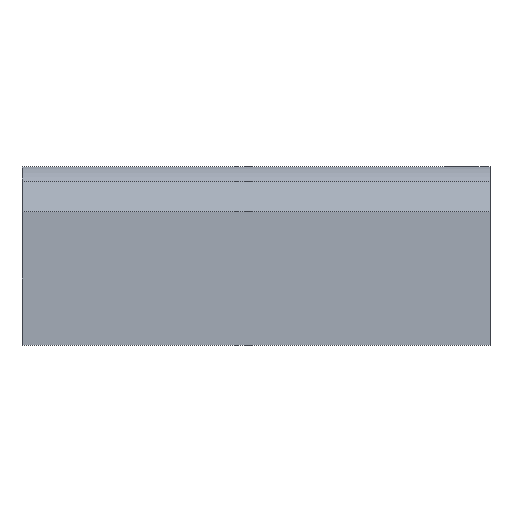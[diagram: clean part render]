
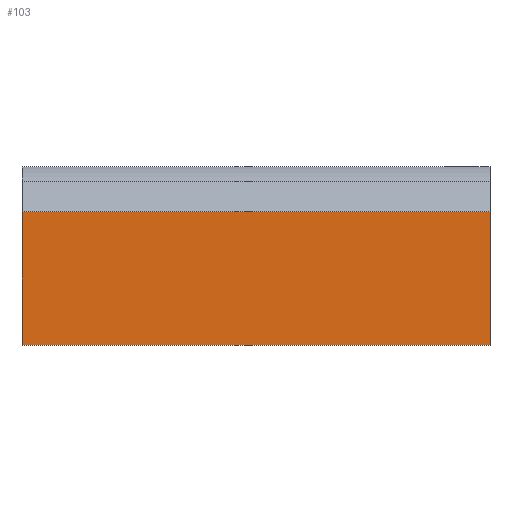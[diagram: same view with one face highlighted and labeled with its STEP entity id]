
A CAD part, front view. The second image highlights one B-rep face of the part: STEP entity #103.
In plain terms, the highlighted planar face has unit normal (0, -1, 0).
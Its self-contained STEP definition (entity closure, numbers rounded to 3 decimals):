
#24 = LINE ( 'NONE', #495, #456 ) ;
#31 = LINE ( 'NONE', #568, #395 ) ;
#79 = ORIENTED_EDGE ( 'NONE', *, *, #569, .T. ) ;
#96 = EDGE_LOOP ( 'NONE', ( #142, #350, #225, #79 ) ) ;
#103 = ADVANCED_FACE ( 'NONE', ( #435 ), #433, .T. ) ;
#142 = ORIENTED_EDGE ( 'NONE', *, *, #383, .T. ) ;
#145 = DIRECTION ( 'NONE',  ( 0., -1., 0. ) ) ;
#169 = EDGE_CURVE ( 'NONE', #617, #525, #24, .T. ) ;
#188 = CARTESIAN_POINT ( 'NONE',  ( 2.6, -5., 0. ) ) ;
#200 = DIRECTION ( 'NONE',  ( -1., 0., 0. ) ) ;
#225 = ORIENTED_EDGE ( 'NONE', *, *, #546, .F. ) ;
#228 = VERTEX_POINT ( 'NONE', #462 ) ;
#275 = CARTESIAN_POINT ( 'NONE',  ( 2.6, -5., 1.48 ) ) ;
#350 = ORIENTED_EDGE ( 'NONE', *, *, #169, .T. ) ;
#383 = EDGE_CURVE ( 'NONE', #228, #617, #604, .T. ) ;
#384 = LINE ( 'NONE', #751, #600 ) ;
#395 = VECTOR ( 'NONE', #680, 1000. ) ;
#433 = PLANE ( 'NONE',  #618 ) ;
#435 = FACE_OUTER_BOUND ( 'NONE', #96, .T. ) ;
#456 = VECTOR ( 'NONE', #200, 1000. ) ;
#462 = CARTESIAN_POINT ( 'NONE',  ( 2.6, -5., 0. ) ) ;
#483 = VECTOR ( 'NONE', #593, 1000. ) ;
#492 = CARTESIAN_POINT ( 'NONE',  ( 0., -5., 0. ) ) ;
#495 = CARTESIAN_POINT ( 'NONE',  ( 0., -5., 1.48 ) ) ;
#508 = VERTEX_POINT ( 'NONE', #541 ) ;
#525 = VERTEX_POINT ( 'NONE', #624 ) ;
#541 = CARTESIAN_POINT ( 'NONE',  ( -2.6, -5., 0. ) ) ;
#546 = EDGE_CURVE ( 'NONE', #508, #525, #384, .T. ) ;
#568 = CARTESIAN_POINT ( 'NONE',  ( 0., -5., 0. ) ) ;
#569 = EDGE_CURVE ( 'NONE', #508, #228, #31, .T. ) ;
#593 = DIRECTION ( 'NONE',  ( 0., 0., 1. ) ) ;
#600 = VECTOR ( 'NONE', #739, 1000. ) ;
#604 = LINE ( 'NONE', #188, #483 ) ;
#617 = VERTEX_POINT ( 'NONE', #275 ) ;
#618 = AXIS2_PLACEMENT_3D ( 'NONE', #492, #145, #681 ) ;
#624 = CARTESIAN_POINT ( 'NONE',  ( -2.6, -5., 1.48 ) ) ;
#680 = DIRECTION ( 'NONE',  ( 1., 0., 0. ) ) ;
#681 = DIRECTION ( 'NONE',  ( 0., 0., -1. ) ) ;
#739 = DIRECTION ( 'NONE',  ( 0., 0., 1. ) ) ;
#751 = CARTESIAN_POINT ( 'NONE',  ( -2.6, -5., 0. ) ) ;
